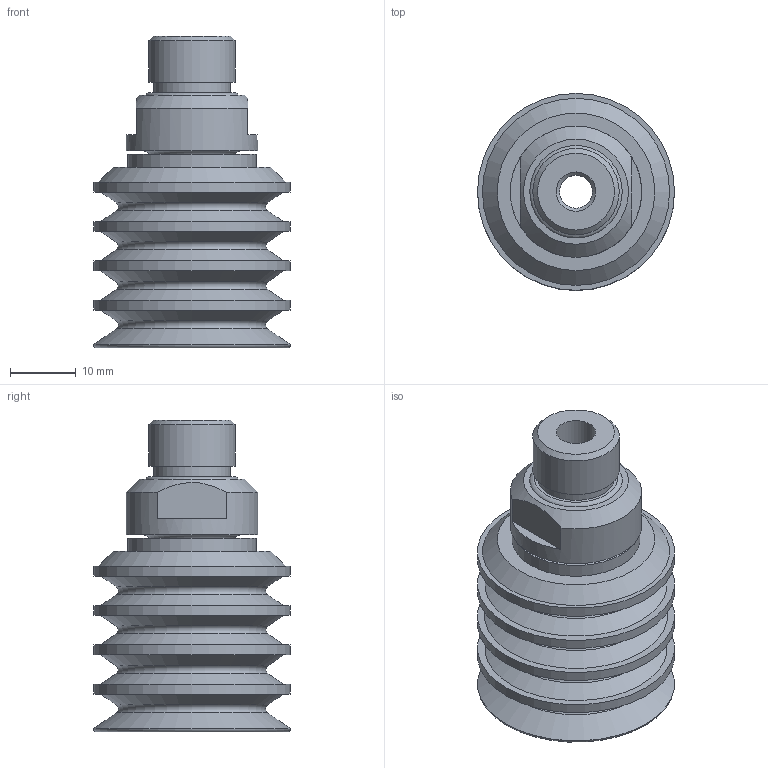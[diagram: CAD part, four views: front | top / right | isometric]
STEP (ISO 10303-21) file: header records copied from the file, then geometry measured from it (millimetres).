
FILE_DESCRIPTION( ( 'Unknown' ), '1' );
FILE_NAME( 'PIAB_ISM_0101496.stp', 'Unknown', ( 'MaK' ), ( 'FALUTEKNIK AB' ), 'XStep 1.0', 'Solid Edge V15', ' ' );
FILE_SCHEMA( ( 'CONFIG_CONTROL_DESIGN' ) );
Length unit declared in the file: millimetre
Products named in the file (1): PIAB_ISM_0101085
Bounding box: 30 x 30 x 47.5 mm (x, y, z)
Volume: 7516.8 mm3; surface area: 9592.7 mm2
Topology: 1 solids, 2 shells, 77 faces, 152 edges, 95 vertices
Faces by surface type: plane 24, cone 21, cylinder 16, torus 16
Full cylindrical faces by diameter (mm): 5 x1, 6 x2, 7.5 x1, 10 x1, 11 x1, 11.7 x1, 13 x1, 13.16 x1, 13.5 x1, 19.5 x1, 20 x1, 30 x4
Entity records: 1671 total; most frequent: DIRECTION 314, CARTESIAN_POINT 276, ORIENTED_EDGE 168, AXIS2_PLACEMENT_3D 154, EDGE_LOOP 150, FACE_OUTER_BOUND 109, EDGE_CURVE 84, VERTEX_POINT 80
